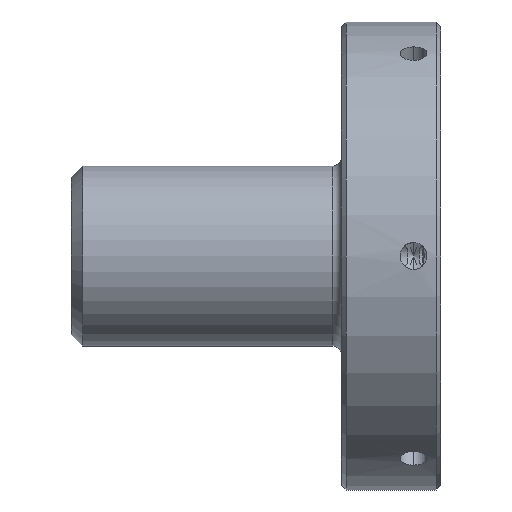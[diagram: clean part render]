
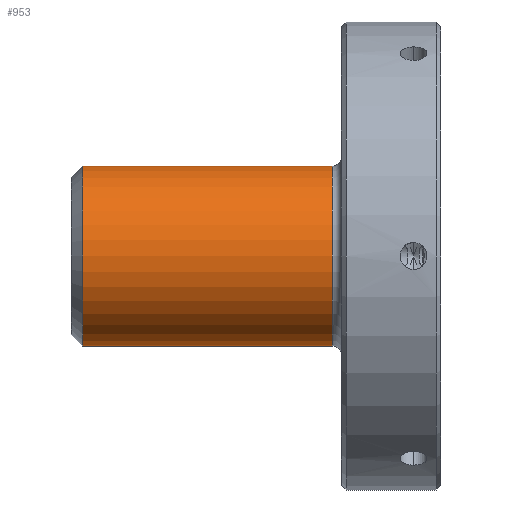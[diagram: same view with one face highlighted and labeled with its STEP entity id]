
A CAD part, front view. The second image highlights one B-rep face of the part: STEP entity #953.
In plain terms, the highlighted cylindrical face has radius 10 mm (diameter 20 mm), a partial arc.
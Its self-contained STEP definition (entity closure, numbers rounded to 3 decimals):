
#28 = EDGE_LOOP ( 'NONE', ( #1924, #1925, #1926, #1927 ) ) ;
#953 = ADVANCED_FACE ( 'NONE', ( #3764 ), #3769, .T. ) ;
#1087 = EDGE_CURVE ( 'NONE', #1906, #1898, #3955, .T. ) ;
#1092 = EDGE_CURVE ( 'NONE', #1906, #1907, #3963, .T. ) ;
#1094 = EDGE_CURVE ( 'NONE', #1898, #1888, #3964, .T. ) ;
#1099 = EDGE_CURVE ( 'NONE', #1907, #1888, #3975, .T. ) ;
#1888 = VERTEX_POINT ( 'NONE', #4440 ) ;
#1898 = VERTEX_POINT ( 'NONE', #4449 ) ;
#1906 = VERTEX_POINT ( 'NONE', #4457 ) ;
#1907 = VERTEX_POINT ( 'NONE', #4458 ) ;
#1924 = ORIENTED_EDGE ( 'NONE', *, *, #1092, .F. ) ;
#1925 = ORIENTED_EDGE ( 'NONE', *, *, #1087, .T. ) ;
#1926 = ORIENTED_EDGE ( 'NONE', *, *, #1094, .T. ) ;
#1927 = ORIENTED_EDGE ( 'NONE', *, *, #1099, .F. ) ;
#3038 = AXIS2_PLACEMENT_3D ( 'NONE', #3323, #3324, #3332 ) ;
#3137 = AXIS2_PLACEMENT_3D ( 'NONE', #4293, #4294, #4295 ) ;
#3145 = AXIS2_PLACEMENT_3D ( 'NONE', #4325, #4326, #4327 ) ;
#3323 = CARTESIAN_POINT ( 'NONE',  ( -46.502, 0., 0. ) ) ;
#3324 = DIRECTION ( 'NONE',  ( -1., 0., 0. ) ) ;
#3332 = DIRECTION ( 'NONE',  ( 0., 0., 1. ) ) ;
#3764 = FACE_OUTER_BOUND ( 'NONE', #28, .T. ) ;
#3769 = CYLINDRICAL_SURFACE ( 'NONE', #3038, 10. ) ;
#3955 = CIRCLE ( 'NONE', #3137, 10. ) ;
#3963 = LINE ( 'NONE', #4307, #3966 ) ;
#3964 = LINE ( 'NONE', #4312, #3969 ) ;
#3966 = VECTOR ( 'NONE', #4296, 1000. ) ;
#3969 = VECTOR ( 'NONE', #4300, 1000. ) ;
#3975 = CIRCLE ( 'NONE', #3145, 10. ) ;
#4293 = CARTESIAN_POINT ( 'NONE',  ( -12., 0., 0. ) ) ;
#4294 = DIRECTION ( 'NONE',  ( -1., 0., 0. ) ) ;
#4295 = DIRECTION ( 'NONE',  ( 0., 0., 1. ) ) ;
#4296 = DIRECTION ( 'NONE',  ( -1., 0., 0. ) ) ;
#4300 = DIRECTION ( 'NONE',  ( -1., 0., 0. ) ) ;
#4307 = CARTESIAN_POINT ( 'NONE',  ( -46.502, 0., -10. ) ) ;
#4312 = CARTESIAN_POINT ( 'NONE',  ( -46.502, 0., 10. ) ) ;
#4325 = CARTESIAN_POINT ( 'NONE',  ( -39.75, 0., 0. ) ) ;
#4326 = DIRECTION ( 'NONE',  ( -1., 0., 0. ) ) ;
#4327 = DIRECTION ( 'NONE',  ( 0., 0., 1. ) ) ;
#4440 = CARTESIAN_POINT ( 'NONE',  ( -39.75, 0., 10. ) ) ;
#4449 = CARTESIAN_POINT ( 'NONE',  ( -12., 0., 10. ) ) ;
#4457 = CARTESIAN_POINT ( 'NONE',  ( -12., 0., -10. ) ) ;
#4458 = CARTESIAN_POINT ( 'NONE',  ( -39.75, 0., -10. ) ) ;
